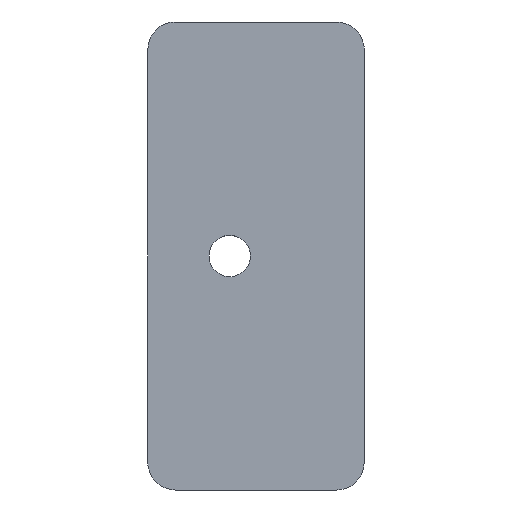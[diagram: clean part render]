
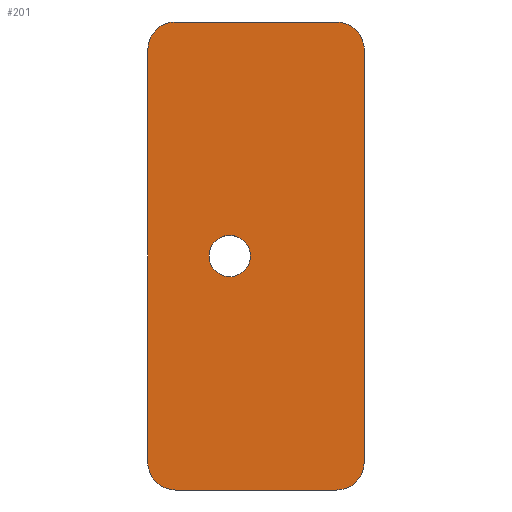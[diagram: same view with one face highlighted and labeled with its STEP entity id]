
A CAD part, top view. The second image highlights one B-rep face of the part: STEP entity #201.
In plain terms, the highlighted planar face has unit normal (0, 0, 1).
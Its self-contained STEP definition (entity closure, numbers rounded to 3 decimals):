
#16=FACE_BOUND('',#44,.T.);
#18=CIRCLE('',#242,1.5);
#23=PLANE('',#239);
#31=FACE_OUTER_BOUND('',#43,.T.);
#43=EDGE_LOOP('',(#165,#166,#167,#168,#169,#170,#171,#172));
#44=EDGE_LOOP('',(#173));
#53=LINE('',#323,#70);
#59=LINE('',#346,#76);
#61=LINE('',#349,#78);
#62=LINE('',#354,#79);
#70=VECTOR('',#261,10.);
#76=VECTOR('',#283,10.);
#78=VECTOR('',#287,10.);
#79=VECTOR('',#292,10.);
#84=ELLIPSE('',#228,2.001,2.);
#88=ELLIPSE('',#236,2.001,2.);
#89=ELLIPSE('',#240,2.002,2.);
#90=ELLIPSE('',#241,2.002,2.);
#93=VERTEX_POINT('',#313);
#94=VERTEX_POINT('',#315);
#96=VERTEX_POINT('',#321);
#103=VERTEX_POINT('',#339);
#104=VERTEX_POINT('',#340);
#105=VERTEX_POINT('',#345);
#106=VERTEX_POINT('',#351);
#107=VERTEX_POINT('',#353);
#108=VERTEX_POINT('',#356);
#111=EDGE_CURVE('',#93,#94,#84,.T.);
#115=EDGE_CURVE('',#93,#96,#53,.T.);
#123=EDGE_CURVE('',#103,#104,#88,.T.);
#126=EDGE_CURVE('',#105,#104,#59,.T.);
#128=EDGE_CURVE('',#103,#94,#61,.T.);
#129=EDGE_CURVE('',#106,#96,#89,.T.);
#130=EDGE_CURVE('',#106,#107,#62,.T.);
#131=EDGE_CURVE('',#105,#107,#90,.T.);
#132=EDGE_CURVE('',#108,#108,#18,.T.);
#165=ORIENTED_EDGE('',*,*,#111,.F.);
#166=ORIENTED_EDGE('',*,*,#115,.T.);
#167=ORIENTED_EDGE('',*,*,#129,.F.);
#168=ORIENTED_EDGE('',*,*,#130,.T.);
#169=ORIENTED_EDGE('',*,*,#131,.F.);
#170=ORIENTED_EDGE('',*,*,#126,.T.);
#171=ORIENTED_EDGE('',*,*,#123,.F.);
#172=ORIENTED_EDGE('',*,*,#128,.T.);
#173=ORIENTED_EDGE('',*,*,#132,.T.);
#201=ADVANCED_FACE('',(#31,#16),#23,.T.);
#228=AXIS2_PLACEMENT_3D('',#316,#254,#255);
#236=AXIS2_PLACEMENT_3D('',#341,#277,#278);
#239=AXIS2_PLACEMENT_3D('',#350,#288,#289);
#240=AXIS2_PLACEMENT_3D('',#352,#290,#291);
#241=AXIS2_PLACEMENT_3D('',#355,#293,#294);
#242=AXIS2_PLACEMENT_3D('',#357,#295,#296);
#254=DIRECTION('center_axis',(0.,0.,-1.));
#255=DIRECTION('ref_axis',(0.,1.,0.));
#261=DIRECTION('',(-1.,0.,0.));
#277=DIRECTION('center_axis',(0.,0.,-1.));
#278=DIRECTION('ref_axis',(0.,-1.,0.));
#283=DIRECTION('',(1.,0.,0.));
#287=DIRECTION('',(0.,1.,0.));
#288=DIRECTION('center_axis',(0.,0.,1.));
#289=DIRECTION('ref_axis',(1.,0.,0.));
#290=DIRECTION('center_axis',(0.,0.,-1.));
#291=DIRECTION('ref_axis',(-0.707,0.707,0.));
#292=DIRECTION('',(0.,-1.,0.));
#293=DIRECTION('center_axis',(0.,0.,-1.));
#294=DIRECTION('ref_axis',(-0.707,-0.707,0.));
#295=DIRECTION('center_axis',(0.,0.,-1.));
#296=DIRECTION('ref_axis',(1.,0.,0.));
#313=CARTESIAN_POINT('',(-3.28,16.97,0.));
#315=CARTESIAN_POINT('',(-1.28,14.969,0.));
#316=CARTESIAN_POINT('Origin',(-3.28,14.969,0.));
#321=CARTESIAN_POINT('',(-14.971,16.97,0.));
#323=CARTESIAN_POINT('',(16.97,16.97,0.));
#339=CARTESIAN_POINT('',(-1.28,-14.969,0.));
#340=CARTESIAN_POINT('',(-3.28,-16.97,0.));
#341=CARTESIAN_POINT('Origin',(-3.28,-14.969,0.));
#345=CARTESIAN_POINT('',(-14.971,-16.97,0.));
#346=CARTESIAN_POINT('',(-16.97,-16.97,0.));
#349=CARTESIAN_POINT('',(-1.28,-8.485,0.));
#350=CARTESIAN_POINT('Origin',(0.,0.,
0.));
#351=CARTESIAN_POINT('',(-16.97,14.971,0.));
#352=CARTESIAN_POINT('Origin',(-14.969,14.969,0.));
#353=CARTESIAN_POINT('',(-16.97,-14.971,0.));
#354=CARTESIAN_POINT('',(-16.97,16.97,0.));
#355=CARTESIAN_POINT('Origin',(-14.969,-14.969,0.));
#356=CARTESIAN_POINT('',(-12.53,0.,0.));
#357=CARTESIAN_POINT('Origin',(-11.03,0.,0.));
